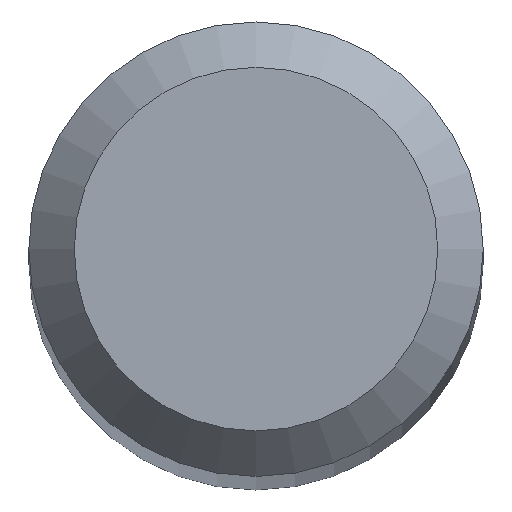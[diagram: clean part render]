
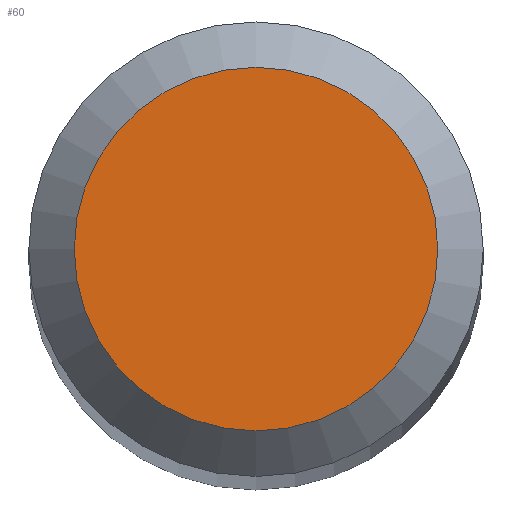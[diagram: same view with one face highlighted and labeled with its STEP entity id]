
A CAD part, top view. The second image highlights one B-rep face of the part: STEP entity #60.
In plain terms, the highlighted planar face has unit normal (0, 0, 1).
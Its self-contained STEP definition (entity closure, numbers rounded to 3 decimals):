
#4 = DIRECTION ( 'NONE',  ( 0., 0., -1. ) ) ;
#14 = CARTESIAN_POINT ( 'NONE',  ( 0., 0.6, 30. ) ) ;
#18 = CIRCLE ( 'NONE', #234, 0.6 ) ;
#30 = CARTESIAN_POINT ( 'NONE',  ( 0., 0., 30. ) ) ;
#60 = ADVANCED_FACE ( 'NONE', ( #82 ), #245, .F. ) ;
#68 = EDGE_CURVE ( 'NONE', #207, #207, #18, .T. ) ;
#82 = FACE_OUTER_BOUND ( 'NONE', #283, .T. ) ;
#104 = DIRECTION ( 'NONE',  ( 0., 1., 0. ) ) ;
#173 = DIRECTION ( 'NONE',  ( 0., 0., -1. ) ) ;
#197 = AXIS2_PLACEMENT_3D ( 'NONE', #214, #4, #104 ) ;
#207 = VERTEX_POINT ( 'NONE', #14 ) ;
#214 = CARTESIAN_POINT ( 'NONE',  ( 0., 0., 30. ) ) ;
#216 = DIRECTION ( 'NONE',  ( 0., 1., 0. ) ) ;
#234 = AXIS2_PLACEMENT_3D ( 'NONE', #30, #173, #216 ) ;
#245 = PLANE ( 'NONE',  #197 ) ;
#254 = ORIENTED_EDGE ( 'NONE', *, *, #68, .F. ) ;
#283 = EDGE_LOOP ( 'NONE', ( #254 ) ) ;
